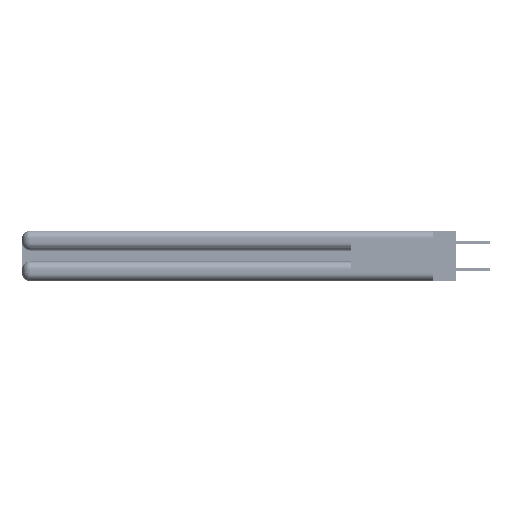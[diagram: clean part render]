
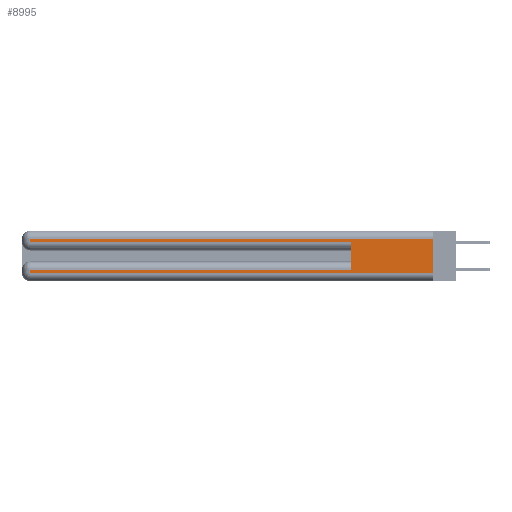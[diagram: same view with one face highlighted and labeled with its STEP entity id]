
A CAD part, left-side view. The second image highlights one B-rep face of the part: STEP entity #8995.
In plain terms, the highlighted planar face has unit normal (-1, 0, 0).
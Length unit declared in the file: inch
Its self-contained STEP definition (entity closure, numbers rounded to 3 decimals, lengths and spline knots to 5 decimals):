
#550 = LINE ( 'NONE', #42504, #1131 ) ;
#854 = CARTESIAN_POINT ( 'NONE',  ( 0., 2.94, 0.37 ) ) ;
#1032 = CARTESIAN_POINT ( 'NONE',  ( 0., 0., 0.31 ) ) ;
#1131 = VECTOR ( 'NONE', #46336, 39.37008 ) ;
#1758 = LINE ( 'NONE', #39170, #38912 ) ;
#3308 = ORIENTED_EDGE ( 'NONE', *, *, #21455, .F. ) ;
#3898 = VECTOR ( 'NONE', #3939, 39.37008 ) ;
#3939 = DIRECTION ( 'NONE',  ( 0., 1., 0. ) ) ;
#6241 = ORIENTED_EDGE ( 'NONE', *, *, #21948, .T. ) ;
#7222 = VERTEX_POINT ( 'NONE', #37473 ) ;
#7770 = LINE ( 'NONE', #854, #19779 ) ;
#8995 = ADVANCED_FACE ( 'NONE', ( #15324 ), #12717, .F. ) ;
#11383 = CARTESIAN_POINT ( 'NONE',  ( 0., 2.94, 0.06 ) ) ;
#11631 = DIRECTION ( 'NONE',  ( 0., 0., -1. ) ) ;
#12120 = CARTESIAN_POINT ( 'NONE',  ( 0., 2.94, 0.37 ) ) ;
#12229 = DIRECTION ( 'NONE',  ( 1., 0., 0. ) ) ;
#12717 = PLANE ( 'NONE',  #15812 ) ;
#13056 = VERTEX_POINT ( 'NONE', #23124 ) ;
#13340 = VERTEX_POINT ( 'NONE', #27731 ) ;
#15324 = FACE_OUTER_BOUND ( 'NONE', #28560, .T. ) ;
#15727 = DIRECTION ( 'NONE',  ( 0., -1., 0. ) ) ;
#15812 = AXIS2_PLACEMENT_3D ( 'NONE', #41123, #12229, #37931 ) ;
#16883 = ORIENTED_EDGE ( 'NONE', *, *, #35910, .F. ) ;
#17364 = VECTOR ( 'NONE', #18375, 39.37008 ) ;
#17424 = VECTOR ( 'NONE', #11631, 39.37008 ) ;
#18227 = CARTESIAN_POINT ( 'NONE',  ( 0., 0., 0.37 ) ) ;
#18375 = DIRECTION ( 'NONE',  ( 0., 0., -1. ) ) ;
#19779 = VECTOR ( 'NONE', #37463, 39.37008 ) ;
#21455 = EDGE_CURVE ( 'NONE', #7222, #46533, #550, .T. ) ;
#21948 = EDGE_CURVE ( 'NONE', #13340, #46533, #45184, .T. ) ;
#23063 = LINE ( 'NONE', #18227, #17364 ) ;
#23124 = CARTESIAN_POINT ( 'NONE',  ( 0., 0., 0.06 ) ) ;
#23927 = CARTESIAN_POINT ( 'NONE',  ( 0., 2.94, 0.31 ) ) ;
#25273 = ORIENTED_EDGE ( 'NONE', *, *, #25678, .T. ) ;
#25678 = EDGE_CURVE ( 'NONE', #7222, #47066, #30751, .T. ) ;
#26029 = ORIENTED_EDGE ( 'NONE', *, *, #39858, .T. ) ;
#27134 = LINE ( 'NONE', #12120, #17424 ) ;
#27308 = VERTEX_POINT ( 'NONE', #23927 ) ;
#27731 = CARTESIAN_POINT ( 'NONE',  ( 0., 2.94, 0.285 ) ) ;
#27827 = DIRECTION ( 'NONE',  ( 0., 1., 0. ) ) ;
#28560 = EDGE_LOOP ( 'NONE', ( #16883, #29691, #40447, #6241, #3308, #25273, #46252, #26029 ) ) ;
#29232 = CARTESIAN_POINT ( 'NONE',  ( 0., 0., 0.285 ) ) ;
#29691 = ORIENTED_EDGE ( 'NONE', *, *, #41457, .T. ) ;
#30751 = LINE ( 'NONE', #37112, #3898 ) ;
#33317 = LINE ( 'NONE', #37905, #40226 ) ;
#34750 = EDGE_CURVE ( 'NONE', #47066, #45594, #7770, .T. ) ;
#35426 = VECTOR ( 'NONE', #47150, 39.37008 ) ;
#35910 = EDGE_CURVE ( 'NONE', #39121, #13056, #23063, .T. ) ;
#36862 = CARTESIAN_POINT ( 'NONE',  ( 0., 2.94, 0.085 ) ) ;
#37112 = CARTESIAN_POINT ( 'NONE',  ( 0., 0., 0.085 ) ) ;
#37463 = DIRECTION ( 'NONE',  ( 0., 0., -1. ) ) ;
#37473 = CARTESIAN_POINT ( 'NONE',  ( 0., 0.6, 0.085 ) ) ;
#37905 = CARTESIAN_POINT ( 'NONE',  ( 0., 0., 0.06 ) ) ;
#37931 = DIRECTION ( 'NONE',  ( 0., 0., -1. ) ) ;
#38912 = VECTOR ( 'NONE', #27827, 39.37008 ) ;
#39121 = VERTEX_POINT ( 'NONE', #1032 ) ;
#39170 = CARTESIAN_POINT ( 'NONE',  ( 0., 0., 0.31 ) ) ;
#39858 = EDGE_CURVE ( 'NONE', #45594, #13056, #33317, .T. ) ;
#40226 = VECTOR ( 'NONE', #15727, 39.37008 ) ;
#40447 = ORIENTED_EDGE ( 'NONE', *, *, #44626, .T. ) ;
#41123 = CARTESIAN_POINT ( 'NONE',  ( 0., 0., 0.37 ) ) ;
#41457 = EDGE_CURVE ( 'NONE', #39121, #27308, #1758, .T. ) ;
#42504 = CARTESIAN_POINT ( 'NONE',  ( 0., 0.6, 0.145 ) ) ;
#44626 = EDGE_CURVE ( 'NONE', #27308, #13340, #27134, .T. ) ;
#44929 = CARTESIAN_POINT ( 'NONE',  ( 0., 0.6, 0.285 ) ) ;
#45184 = LINE ( 'NONE', #29232, #35426 ) ;
#45594 = VERTEX_POINT ( 'NONE', #11383 ) ;
#46252 = ORIENTED_EDGE ( 'NONE', *, *, #34750, .T. ) ;
#46336 = DIRECTION ( 'NONE',  ( 0., 0., 1. ) ) ;
#46533 = VERTEX_POINT ( 'NONE', #44929 ) ;
#47066 = VERTEX_POINT ( 'NONE', #36862 ) ;
#47150 = DIRECTION ( 'NONE',  ( 0., -1., 0. ) ) ;
